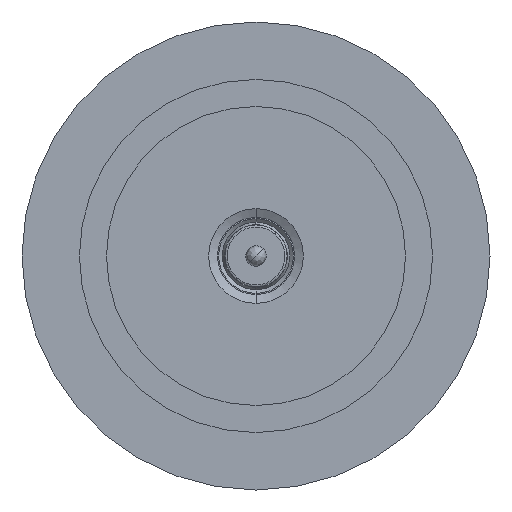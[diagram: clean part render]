
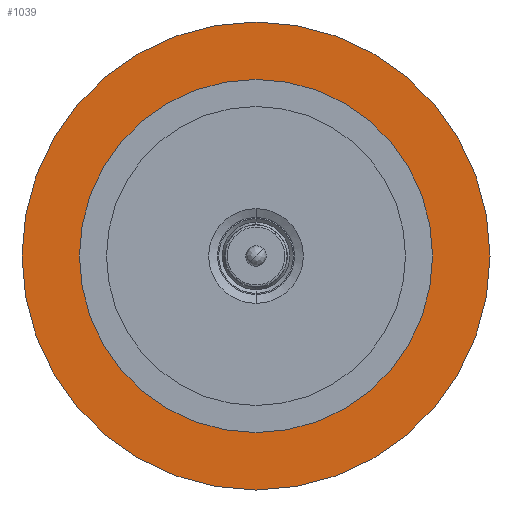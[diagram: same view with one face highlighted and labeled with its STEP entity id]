
A CAD part, front view. The second image highlights one B-rep face of the part: STEP entity #1039.
In plain terms, the highlighted planar face has unit normal (0, -1, 0).
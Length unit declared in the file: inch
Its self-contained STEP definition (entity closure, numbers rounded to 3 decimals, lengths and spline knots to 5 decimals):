
#15 = DIRECTION ( 'NONE',  ( 1., 0., 0. ) ) ;
#16 = DIRECTION ( 'NONE',  ( 0., 1., 0. ) ) ;
#26 = CARTESIAN_POINT ( 'NONE',  ( 0., 0., 0. ) ) ;
#267 = DIRECTION ( 'NONE',  ( 1., 0., 0. ) ) ;
#268 = DIRECTION ( 'NONE',  ( 0., 1., 0. ) ) ;
#269 = CARTESIAN_POINT ( 'NONE',  ( 0., 0., 0. ) ) ;
#272 = DIRECTION ( 'NONE',  ( -1., 0., 0. ) ) ;
#274 = DIRECTION ( 'NONE',  ( 0., -1., 0. ) ) ;
#275 = CARTESIAN_POINT ( 'NONE',  ( 0., 0., 0. ) ) ;
#407 = CIRCLE ( 'NONE', #2646, 1.08 ) ;
#435 = CIRCLE ( 'NONE', #2664, 1.08 ) ;
#451 = CIRCLE ( 'NONE', #2673, 0.815 ) ;
#482 = CIRCLE ( 'NONE', #2689, 0.815 ) ;
#953 = DIRECTION ( 'NONE',  ( -1., 0., 0. ) ) ;
#954 = DIRECTION ( 'NONE',  ( 0., -1., 0. ) ) ;
#955 = CARTESIAN_POINT ( 'NONE',  ( 0., 0., 0. ) ) ;
#1039 = ADVANCED_FACE ( 'NONE', ( #2263, #2261 ), #1228, .F. ) ;
#1225 = DIRECTION ( 'NONE',  ( 1., 0., 0. ) ) ;
#1226 = DIRECTION ( 'NONE',  ( 0., 1., 0. ) ) ;
#1228 = PLANE ( 'NONE',  #2862 ) ;
#1231 = CARTESIAN_POINT ( 'NONE',  ( 0., 0., 0. ) ) ;
#1417 = ORIENTED_EDGE ( 'NONE', *, *, #3060, .F. ) ;
#1418 = ORIENTED_EDGE ( 'NONE', *, *, #3083, .F. ) ;
#1419 = ORIENTED_EDGE ( 'NONE', *, *, #3120, .F. ) ;
#1420 = ORIENTED_EDGE ( 'NONE', *, *, #3098, .F. ) ;
#1711 = EDGE_LOOP ( 'NONE', ( #1417, #1418 ) ) ;
#1723 = EDGE_LOOP ( 'NONE', ( #1419, #1420 ) ) ;
#1908 = CARTESIAN_POINT ( 'NONE',  ( -0.815, 0., 0. ) ) ;
#1948 = CARTESIAN_POINT ( 'NONE',  ( -1.08, 0., 0. ) ) ;
#1958 = CARTESIAN_POINT ( 'NONE',  ( 1.08, 0., 0. ) ) ;
#2028 = CARTESIAN_POINT ( 'NONE',  ( 0.815, 0., 0. ) ) ;
#2261 = FACE_OUTER_BOUND ( 'NONE', #1723, .T. ) ;
#2263 = FACE_BOUND ( 'NONE', #1711, .T. ) ;
#2339 = VERTEX_POINT ( 'NONE', #2028 ) ;
#2398 = VERTEX_POINT ( 'NONE', #1958 ) ;
#2408 = VERTEX_POINT ( 'NONE', #1948 ) ;
#2448 = VERTEX_POINT ( 'NONE', #1908 ) ;
#2646 = AXIS2_PLACEMENT_3D ( 'NONE', #26, #16, #15 ) ;
#2664 = AXIS2_PLACEMENT_3D ( 'NONE', #269, #268, #267 ) ;
#2673 = AXIS2_PLACEMENT_3D ( 'NONE', #275, #274, #272 ) ;
#2689 = AXIS2_PLACEMENT_3D ( 'NONE', #955, #954, #953 ) ;
#2862 = AXIS2_PLACEMENT_3D ( 'NONE', #1231, #1226, #1225 ) ;
#3060 = EDGE_CURVE ( 'NONE', #2448, #2339, #482, .T. ) ;
#3083 = EDGE_CURVE ( 'NONE', #2339, #2448, #451, .T. ) ;
#3098 = EDGE_CURVE ( 'NONE', #2398, #2408, #435, .T. ) ;
#3120 = EDGE_CURVE ( 'NONE', #2408, #2398, #407, .T. ) ;
